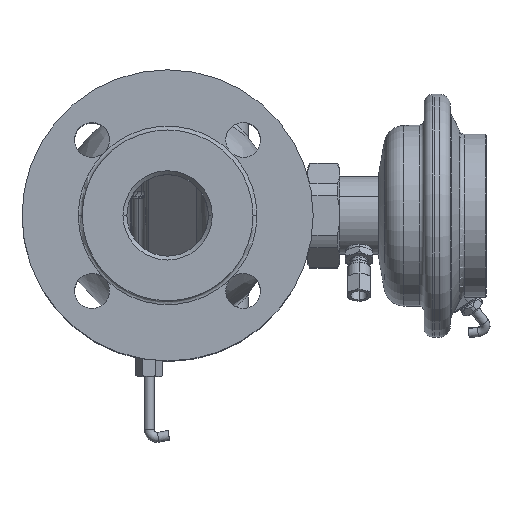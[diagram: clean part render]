
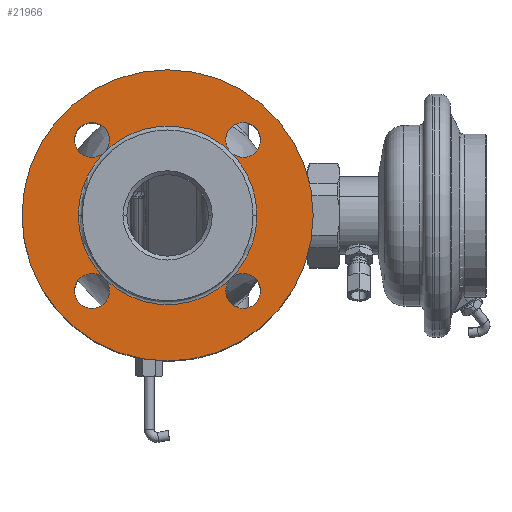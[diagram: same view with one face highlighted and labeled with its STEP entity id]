
A CAD part, top view. The second image highlights one B-rep face of the part: STEP entity #21966.
In plain terms, the highlighted planar face has unit normal (0, 0, 1).
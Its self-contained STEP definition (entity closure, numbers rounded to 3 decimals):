
#2817=CARTESIAN_POINT('',(-134.6,0.,98.));
#2818=DIRECTION('',(0.,0.,1.));
#2819=DIRECTION('',(-1.,0.,0.));
#2820=AXIS2_PLACEMENT_3D('',#2817,#2818,#2819);
#2832=CARTESIAN_POINT('',(-134.6,0.,98.));
#2833=DIRECTION('',(0.,0.,1.));
#2834=DIRECTION('',(0.707,-0.707,0.));
#2835=AXIS2_PLACEMENT_3D('',#2832,#2833,#2834);
#2837=CARTESIAN_POINT('',(-134.6,0.,98.));
#2838=DIRECTION('',(0.,0.,1.));
#2839=DIRECTION('',(-0.707,-0.707,0.));
#2840=AXIS2_PLACEMENT_3D('',#2837,#2838,#2839);
#2842=CARTESIAN_POINT('',(-134.6,0.,98.));
#2843=DIRECTION('',(0.,0.,1.));
#2844=DIRECTION('',(-1.,0.,0.));
#2845=AXIS2_PLACEMENT_3D('',#2842,#2843,#2844);
#2847=CARTESIAN_POINT('',(-134.6,0.,98.));
#2848=DIRECTION('',(0.,0.,-1.));
#2849=DIRECTION('',(-1.,0.,0.));
#2850=AXIS2_PLACEMENT_3D('',#2847,#2848,#2849);
#2852=CARTESIAN_POINT('',(-95.709,38.891,98.));
#2853=DIRECTION('',(0.,0.,-1.));
#2854=DIRECTION('',(0.,1.,0.));
#2855=AXIS2_PLACEMENT_3D('',#2852,#2853,#2854);
#2857=CARTESIAN_POINT('',(-95.709,38.891,98.));
#2858=DIRECTION('',(0.,0.,-1.));
#2859=DIRECTION('',(-0.707,-0.707,0.));
#2860=AXIS2_PLACEMENT_3D('',#2857,#2858,#2859);
#2862=CARTESIAN_POINT('',(-173.491,38.891,98.));
#2863=DIRECTION('',(0.,0.,-1.));
#2864=DIRECTION('',(0.,1.,0.));
#2865=AXIS2_PLACEMENT_3D('',#2862,#2863,#2864);
#2867=CARTESIAN_POINT('',(-173.491,38.891,98.));
#2868=DIRECTION('',(0.,0.,-1.));
#2869=DIRECTION('',(0.,-1.,0.));
#2870=AXIS2_PLACEMENT_3D('',#2867,#2868,#2869);
#2872=CARTESIAN_POINT('',(-173.491,38.891,98.));
#2873=DIRECTION('',(0.,0.,-1.));
#2874=DIRECTION('',(0.707,-0.707,0.));
#2875=AXIS2_PLACEMENT_3D('',#2872,#2873,#2874);
#2877=CARTESIAN_POINT('',(-173.491,-38.891,
98.));
#2878=DIRECTION('',(0.,0.,-1.));
#2879=DIRECTION('',(0.,1.,0.));
#2880=AXIS2_PLACEMENT_3D('',#2877,#2878,#2879);
#2882=CARTESIAN_POINT('',(-173.491,-38.891,
98.));
#2883=DIRECTION('',(0.,0.,-1.));
#2884=DIRECTION('',(0.,-1.,0.));
#2885=AXIS2_PLACEMENT_3D('',#2882,#2883,#2884);
#2887=CARTESIAN_POINT('',(-173.491,-38.891,
98.));
#2888=DIRECTION('',(0.,0.,-1.));
#2889=DIRECTION('',(0.707,0.707,0.));
#2890=AXIS2_PLACEMENT_3D('',#2887,#2888,#2889);
#2892=CARTESIAN_POINT('',(-95.709,-38.891,
98.));
#2893=DIRECTION('',(0.,0.,-1.));
#2894=DIRECTION('',(0.,-1.,0.));
#2895=AXIS2_PLACEMENT_3D('',#2892,#2893,#2894);
#2897=CARTESIAN_POINT('',(-95.709,-38.891,
98.));
#2898=DIRECTION('',(0.,0.,-1.));
#2899=DIRECTION('',(0.,1.,0.));
#2900=AXIS2_PLACEMENT_3D('',#2897,#2898,#2899);
#2902=CARTESIAN_POINT('',(-95.709,-38.891,
98.));
#2903=DIRECTION('',(0.,0.,-1.));
#2904=DIRECTION('',(-0.707,0.707,0.));
#2905=AXIS2_PLACEMENT_3D('',#2902,#2903,#2904);
#2907=CARTESIAN_POINT('',(-95.709,38.891,98.));
#2908=DIRECTION('',(0.,0.,-1.));
#2909=DIRECTION('',(0.,-1.,0.));
#2910=AXIS2_PLACEMENT_3D('',#2907,#2908,#2909);
#15262=CARTESIAN_POINT('',(-134.6,0.,98.));
#15263=DIRECTION('',(0.,0.,-1.));
#15264=DIRECTION('',(-1.,0.,0.));
#15265=AXIS2_PLACEMENT_3D('',#15262,#15263,#15264);
#15267=CARTESIAN_POINT('',(-134.6,0.,98.));
#15268=DIRECTION('',(0.,0.,-1.));
#15269=DIRECTION('',(-0.707,0.707,0.));
#15270=AXIS2_PLACEMENT_3D('',#15267,#15268,#15269);
#15272=CARTESIAN_POINT('',(-134.6,0.,98.));
#15273=DIRECTION('',(0.,0.,-1.));
#15274=DIRECTION('',(0.707,0.707,0.));
#15275=AXIS2_PLACEMENT_3D('',#15272,#15273,#15274);
#17206=CARTESIAN_POINT('',(-209.6,0.,98.));
#17208=VERTEX_POINT('',#17206);
#17209=CARTESIAN_POINT('',(-180.6,0.,98.));
#17211=VERTEX_POINT('',#17209);
#17248=CARTESIAN_POINT('',(-59.6,0.,98.));
#17250=VERTEX_POINT('',#17248);
#17251=CARTESIAN_POINT('',(-88.6,0.,98.));
#17253=VERTEX_POINT('',#17251);
#17803=CARTESIAN_POINT('',(-95.709,47.891,
98.));
#17804=CARTESIAN_POINT('',(-95.709,29.891,
98.));
#17805=VERTEX_POINT('',#17803);
#17806=VERTEX_POINT('',#17804);
#17807=CARTESIAN_POINT('',(-102.073,32.527,
98.));
#17808=VERTEX_POINT('',#17807);
#17809=CARTESIAN_POINT('',(-95.709,-29.891,
98.));
#17810=CARTESIAN_POINT('',(-95.709,-47.891,
98.));
#17811=VERTEX_POINT('',#17809);
#17812=VERTEX_POINT('',#17810);
#17813=CARTESIAN_POINT('',(-102.073,-32.527,
98.));
#17814=VERTEX_POINT('',#17813);
#17815=CARTESIAN_POINT('',(-173.491,-29.891,
98.));
#17816=CARTESIAN_POINT('',(-167.127,-32.527,
98.));
#17817=VERTEX_POINT('',#17815);
#17818=VERTEX_POINT('',#17816);
#17819=CARTESIAN_POINT('',(-173.491,-47.891,
98.));
#17820=VERTEX_POINT('',#17819);
#17821=CARTESIAN_POINT('',(-173.491,47.891,
98.));
#17822=CARTESIAN_POINT('',(-167.127,32.527,
98.));
#17823=VERTEX_POINT('',#17821);
#17824=VERTEX_POINT('',#17822);
#17825=CARTESIAN_POINT('',(-173.491,29.891,
98.));
#17826=VERTEX_POINT('',#17825);
#21920=CARTESIAN_POINT('',(-134.6,0.,98.));
#21921=DIRECTION('',(0.,0.,-1.));
#21922=DIRECTION('',(1.,0.,0.));
#21923=AXIS2_PLACEMENT_3D('',#21920,#21921,#21922);
#21924=PLANE('',#21923);
#21926=ORIENTED_EDGE('',*,*,#21925,.F.);
#21928=ORIENTED_EDGE('',*,*,#21927,.T.);
#21929=EDGE_LOOP('',(#21926,#21928));
#21930=FACE_OUTER_BOUND('',#21929,.F.);
#21932=ORIENTED_EDGE('',*,*,#21931,.F.);
#21934=ORIENTED_EDGE('',*,*,#21933,.F.);
#21936=ORIENTED_EDGE('',*,*,#21935,.F.);
#21938=ORIENTED_EDGE('',*,*,#21937,.F.);
#21940=ORIENTED_EDGE('',*,*,#21939,.F.);
#21942=ORIENTED_EDGE('',*,*,#21941,.F.);
#21944=ORIENTED_EDGE('',*,*,#21943,.F.);
#21945=ORIENTED_EDGE('',*,*,#21906,.T.);
#21947=ORIENTED_EDGE('',*,*,#21946,.F.);
#21949=ORIENTED_EDGE('',*,*,#21948,.F.);
#21951=ORIENTED_EDGE('',*,*,#21950,.F.);
#21952=ORIENTED_EDGE('',*,*,#21915,.T.);
#21954=ORIENTED_EDGE('',*,*,#21953,.F.);
#21956=ORIENTED_EDGE('',*,*,#21955,.F.);
#21958=ORIENTED_EDGE('',*,*,#21957,.F.);
#21959=ORIENTED_EDGE('',*,*,#21913,.T.);
#21961=ORIENTED_EDGE('',*,*,#21960,.F.);
#21963=ORIENTED_EDGE('',*,*,#21962,.F.);
#21964=EDGE_LOOP('',(#21932,#21934,#21936,#21938,#21940,#21942,#21944,#21945,
#21947,#21949,#21951,#21952,#21954,#21956,#21958,#21959,#21961,#21963));
#21965=FACE_BOUND('',#21964,.F.);
#21966=ADVANCED_FACE('',(#21930,#21965),#21924,.F.);
#2821=CIRCLE('',#2820,46.);
#2836=CIRCLE('',#2835,46.);
#2841=CIRCLE('',#2840,46.);
#2846=CIRCLE('',#2845,75.);
#2851=CIRCLE('',#2850,75.);
#2856=CIRCLE('',#2855,9.);
#2861=CIRCLE('',#2860,9.);
#2866=CIRCLE('',#2865,9.);
#2871=CIRCLE('',#2870,9.);
#2876=CIRCLE('',#2875,9.);
#2881=CIRCLE('',#2880,9.);
#2886=CIRCLE('',#2885,9.);
#2891=CIRCLE('',#2890,9.);
#2896=CIRCLE('',#2895,9.);
#2901=CIRCLE('',#2900,9.);
#2906=CIRCLE('',#2905,9.);
#2911=CIRCLE('',#2910,9.);
#15266=CIRCLE('',#15265,46.);
#15271=CIRCLE('',#15270,46.);
#15276=CIRCLE('',#15275,46.);
#21906=EDGE_CURVE('',#17211,#17818,#2821,.T.);
#21913=EDGE_CURVE('',#17814,#17253,#2836,.T.);
#21915=EDGE_CURVE('',#17818,#17814,#2841,.T.);
#21925=EDGE_CURVE('',#17208,#17250,#2846,.T.);
#21927=EDGE_CURVE('',#17208,#17250,#2851,.T.);
#21931=EDGE_CURVE('',#17805,#17806,#2856,.T.);
#21933=EDGE_CURVE('',#17808,#17805,#2861,.T.);
#21935=EDGE_CURVE('',#17824,#17808,#15271,.T.);
#21937=EDGE_CURVE('',#17823,#17824,#2866,.T.);
#21939=EDGE_CURVE('',#17826,#17823,#2871,.T.);
#21941=EDGE_CURVE('',#17824,#17826,#2876,.T.);
#21943=EDGE_CURVE('',#17211,#17824,#15266,.T.);
#21946=EDGE_CURVE('',#17817,#17818,#2881,.T.);
#21948=EDGE_CURVE('',#17820,#17817,#2886,.T.);
#21950=EDGE_CURVE('',#17818,#17820,#2891,.T.);
#21953=EDGE_CURVE('',#17812,#17814,#2896,.T.);
#21955=EDGE_CURVE('',#17811,#17812,#2901,.T.);
#21957=EDGE_CURVE('',#17814,#17811,#2906,.T.);
#21960=EDGE_CURVE('',#17808,#17253,#15276,.T.);
#21962=EDGE_CURVE('',#17806,#17808,#2911,.T.);
